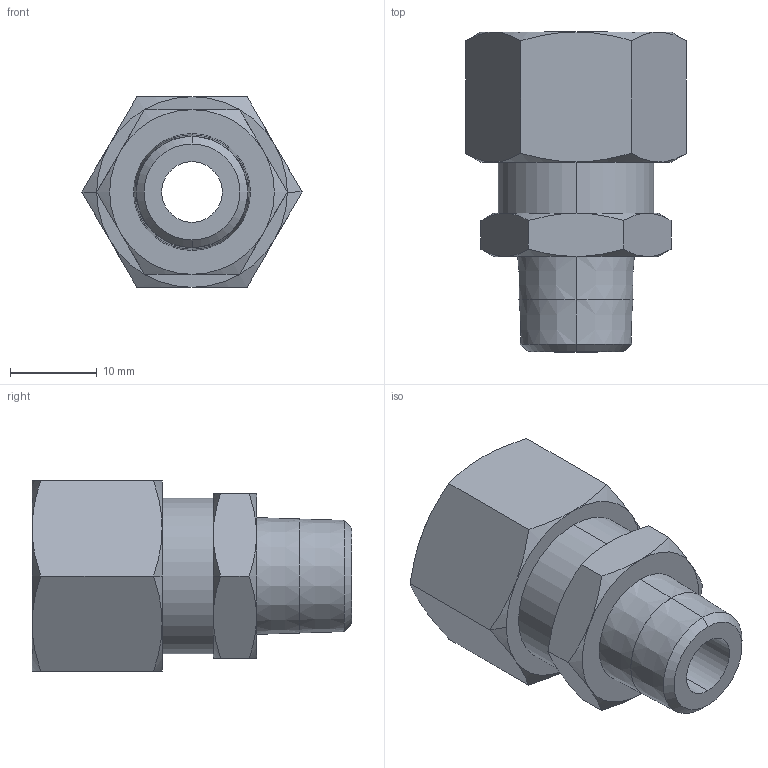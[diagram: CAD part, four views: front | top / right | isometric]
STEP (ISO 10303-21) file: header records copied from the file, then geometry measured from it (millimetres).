
FILE_DESCRIPTION(('STEP AP214'),'1');
FILE_NAME('1805_12_13.stp','2016-07-07T14:24:30',('TraceParts'),('TraceParts S.A.'),'Spatial InterOp 3D',' ',' ');
FILE_SCHEMA(('automotive_design'));
Length unit declared in the file: millimetre
Products named in the file (1): 246:PI1#E1061
Bounding box: 25.4 x 36.9 x 22 mm (x, y, z)
Volume: 8106.7 mm3; surface area: 4177 mm2
Topology: 1 solids, 1 shells, 60 faces, 128 edges, 76 vertices
Faces by surface type: cone 34, plane 20, cylinder 6
Entity records: 2253 total; most frequent: CARTESIAN_POINT 505, ORIENTED_EDGE 256, DIRECTION 254, EDGE_CURVE 128, AXIS2_PLACEMENT_3D 113, VERTEX_POINT 76, EDGE_LOOP 68, STYLED_ITEM 61
